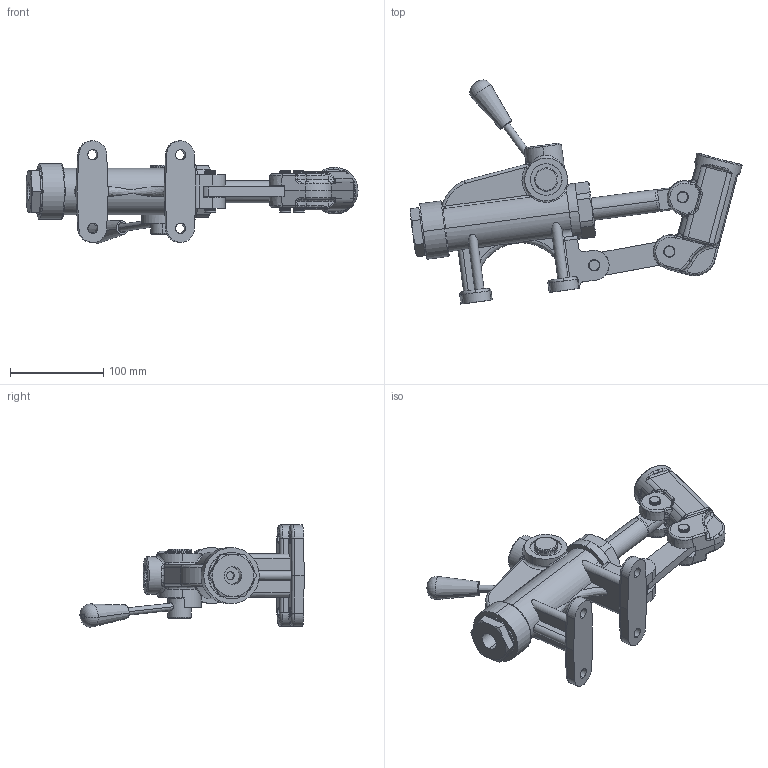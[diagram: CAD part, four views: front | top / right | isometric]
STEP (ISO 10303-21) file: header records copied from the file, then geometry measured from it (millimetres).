
FILE_DESCRIPTION (( 'STEP AP203' ), '1' );
FILE_NAME ('106-001-00031.STEP', '2016-07-08T11:53:05', ( '' ), ( '' ), 'SwSTEP 2.0', 'SolidWorks 2016', '' );
FILE_SCHEMA (( 'CONFIG_CONTROL_DESIGN' ));
Length unit declared in the file: millimetre
Products named in the file (1): 106-001-00031
Bounding box: 356.35 x 240.63 x 109.85 mm (x, y, z)
Volume: 958685.5 mm3; surface area: 219960.3 mm2
Topology: 14 solids, 14 shells, 858 faces, 2073 edges, 1259 vertices
Faces by surface type: cylinder 311, bspline 263, plane 188, cone 94, torus 2
Entity records: 41742 total; most frequent: CARTESIAN_POINT 23369, ORIENTED_EDGE 4100, DIRECTION 3484, EDGE_CURVE 2050, AXIS2_PLACEMENT_3D 1427, VERTEX_POINT 1259, EDGE_LOOP 945, FACE_OUTER_BOUND 858
